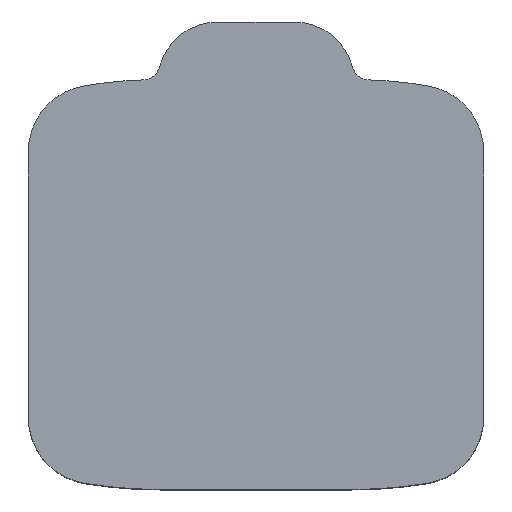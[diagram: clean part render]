
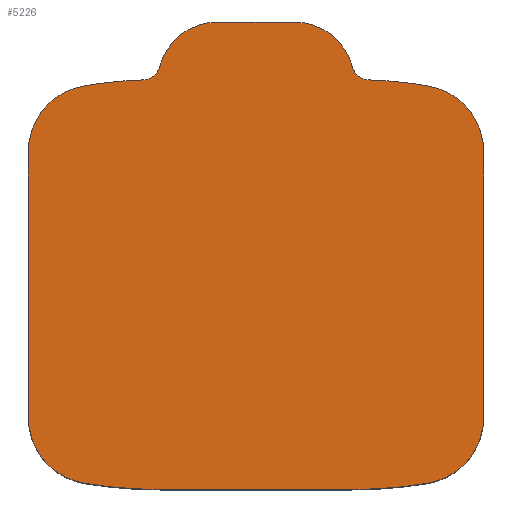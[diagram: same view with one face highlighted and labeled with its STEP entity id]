
A CAD part, top view. The second image highlights one B-rep face of the part: STEP entity #5226.
In plain terms, the highlighted planar face has unit normal (0, 0, 1).
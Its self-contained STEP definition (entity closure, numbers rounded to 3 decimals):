
#412=CARTESIAN_POINT('',(-4.704,9.238,12.));
#413=DIRECTION('',(0.,0.,-1.));
#414=DIRECTION('',(0.969,-0.246,0.));
#415=AXIS2_PLACEMENT_3D('',#412,#413,#414);
#421=CARTESIAN_POINT('',(1.602,8.45,12.));
#422=DIRECTION('',(0.,0.,1.));
#423=DIRECTION('',(0.969,0.246,0.));
#424=AXIS2_PLACEMENT_3D('',#421,#422,#423);
#426=CARTESIAN_POINT('',(4.,-10.756,12.));
#427=DIRECTION('',(0.,0.,-1.));
#428=DIRECTION('',(0.035,0.999,0.));
#429=AXIS2_PLACEMENT_3D('',#426,#427,#428);
#431=CARTESIAN_POINT('',(6.7,5.528,12.));
#432=DIRECTION('',(0.,0.,-1.));
#433=DIRECTION('',(0.164,0.987,0.));
#434=AXIS2_PLACEMENT_3D('',#431,#432,#433);
#436=DIRECTION('',(0.,1.,0.));
#437=VECTOR('',#436,11.055);
#438=CARTESIAN_POINT('',(9.5,-5.528,12.));
#439=LINE('',#438,#437);
#440=CARTESIAN_POINT('',(6.7,-5.528,12.));
#441=DIRECTION('',(0.,0.,-1.));
#442=DIRECTION('',(1.,0.,0.));
#443=AXIS2_PLACEMENT_3D('',#440,#441,#442);
#445=CARTESIAN_POINT('',(4.,10.756,12.));
#446=DIRECTION('',(0.,0.,-1.));
#447=DIRECTION('',(0.164,-0.987,0.));
#448=AXIS2_PLACEMENT_3D('',#445,#446,#447);
#450=DIRECTION('',(-1.,0.,0.));
#451=VECTOR('',#450,8.);
#452=CARTESIAN_POINT('',(4.,-8.55,12.));
#453=LINE('',#452,#451);
#454=CARTESIAN_POINT('',(-4.,10.756,12.));
#455=DIRECTION('',(0.,0.,-1.));
#456=DIRECTION('',(0.,-1.,0.));
#457=AXIS2_PLACEMENT_3D('',#454,#455,#456);
#459=CARTESIAN_POINT('',(-6.7,-5.528,12.));
#460=DIRECTION('',(0.,0.,-1.));
#461=DIRECTION('',(-0.164,-0.987,0.));
#462=AXIS2_PLACEMENT_3D('',#459,#460,#461);
#464=DIRECTION('',(0.,-1.,0.));
#465=VECTOR('',#464,11.055);
#466=CARTESIAN_POINT('',(-9.5,5.528,12.));
#467=LINE('',#466,#465);
#468=CARTESIAN_POINT('',(-6.7,5.528,12.));
#469=DIRECTION('',(0.,0.,-1.));
#470=DIRECTION('',(-1.,0.,0.));
#471=AXIS2_PLACEMENT_3D('',#468,#469,#470);
#473=CARTESIAN_POINT('',(-4.,-10.756,12.));
#474=DIRECTION('',(0.,0.,-1.));
#475=DIRECTION('',(-0.164,0.987,0.));
#476=AXIS2_PLACEMENT_3D('',#473,#474,#475);
#478=CARTESIAN_POINT('',(-1.602,8.45,12.));
#479=DIRECTION('',(0.,0.,1.));
#480=DIRECTION('',(0.,1.,0.));
#481=AXIS2_PLACEMENT_3D('',#478,#479,#480);
#483=DIRECTION('',(1.,0.,0.));
#484=VECTOR('',#483,3.204);
#485=CARTESIAN_POINT('',(-1.602,10.95,12.));
#486=LINE('',#485,#484);
#491=CARTESIAN_POINT('',(4.704,9.238,12.));
#492=DIRECTION('',(0.,0.,-1.));
#493=DIRECTION('',(-0.035,-0.999,0.));
#494=AXIS2_PLACEMENT_3D('',#491,#492,#493);
#3997=CARTESIAN_POINT('',(4.,-8.55,12.));
#3998=CARTESIAN_POINT('',(-4.,-8.55,12.));
#3999=VERTEX_POINT('',#3997);
#4000=VERTEX_POINT('',#3998);
#4017=CARTESIAN_POINT('',(-7.158,-8.29,12.));
#4018=CARTESIAN_POINT('',(-9.5,-5.528,12.));
#4019=VERTEX_POINT('',#4017);
#4020=VERTEX_POINT('',#4018);
#4021=CARTESIAN_POINT('',(-9.5,5.528,12.));
#4022=CARTESIAN_POINT('',(-7.158,8.29,12.));
#4023=VERTEX_POINT('',#4021);
#4024=VERTEX_POINT('',#4022);
#4025=CARTESIAN_POINT('',(9.5,-5.528,12.));
#4026=CARTESIAN_POINT('',(7.158,-8.29,12.));
#4027=VERTEX_POINT('',#4025);
#4028=VERTEX_POINT('',#4026);
#4029=CARTESIAN_POINT('',(7.158,8.29,12.));
#4030=CARTESIAN_POINT('',(9.5,5.528,12.));
#4031=VERTEX_POINT('',#4029);
#4032=VERTEX_POINT('',#4030);
#4081=CARTESIAN_POINT('',(-1.602,10.95,12.));
#4082=CARTESIAN_POINT('',(1.602,10.95,12.));
#4083=VERTEX_POINT('',#4081);
#4084=VERTEX_POINT('',#4082);
#4093=CARTESIAN_POINT('',(-4.679,8.538,12.));
#4094=VERTEX_POINT('',#4093);
#4095=CARTESIAN_POINT('',(4.679,8.538,12.));
#4096=VERTEX_POINT('',#4095);
#4097=CARTESIAN_POINT('',(-4.025,9.065,12.));
#4098=VERTEX_POINT('',#4097);
#4155=CARTESIAN_POINT('',(4.025,9.065,12.));
#4156=VERTEX_POINT('',#4155);
#5200=CARTESIAN_POINT('',(0.,0.,12.));
#5201=DIRECTION('',(0.,0.,1.));
#5202=DIRECTION('',(1.,0.,0.));
#5203=AXIS2_PLACEMENT_3D('',#5200,#5201,#5202);
#5204=PLANE('',#5203);
#5206=ORIENTED_EDGE('',*,*,#5205,.F.);
#5208=ORIENTED_EDGE('',*,*,#5207,.F.);
#5209=ORIENTED_EDGE('',*,*,#4934,.T.);
#5210=ORIENTED_EDGE('',*,*,#4956,.T.);
#5211=ORIENTED_EDGE('',*,*,#4976,.F.);
#5212=ORIENTED_EDGE('',*,*,#4998,.T.);
#5213=ORIENTED_EDGE('',*,*,#5020,.T.);
#5214=ORIENTED_EDGE('',*,*,#5040,.T.);
#5215=ORIENTED_EDGE('',*,*,#5060,.T.);
#5216=ORIENTED_EDGE('',*,*,#5082,.T.);
#5217=ORIENTED_EDGE('',*,*,#5104,.F.);
#5218=ORIENTED_EDGE('',*,*,#5124,.T.);
#5219=ORIENTED_EDGE('',*,*,#5145,.T.);
#5220=ORIENTED_EDGE('',*,*,#5167,.F.);
#5221=ORIENTED_EDGE('',*,*,#5184,.F.);
#5223=ORIENTED_EDGE('',*,*,#5222,.T.);
#5224=EDGE_LOOP('',(#5206,#5208,#5209,#5210,#5211,#5212,#5213,#5214,#5215,#5216,
#5217,#5218,#5219,#5220,#5221,#5223));
#5225=FACE_OUTER_BOUND('',#5224,.F.);
#416=CIRCLE('',#415,0.7);
#425=CIRCLE('',#424,2.5);
#430=CIRCLE('',#429,19.306);
#435=CIRCLE('',#434,2.8);
#444=CIRCLE('',#443,2.8);
#449=CIRCLE('',#448,19.306);
#458=CIRCLE('',#457,19.306);
#463=CIRCLE('',#462,2.8);
#472=CIRCLE('',#471,2.8);
#477=CIRCLE('',#476,19.306);
#482=CIRCLE('',#481,2.5);
#495=CIRCLE('',#494,0.7);
#4934=EDGE_CURVE('',#4096,#4031,#430,.T.);
#4956=EDGE_CURVE('',#4031,#4032,#435,.T.);
#4976=EDGE_CURVE('',#4027,#4032,#439,.T.);
#4998=EDGE_CURVE('',#4027,#4028,#444,.T.);
#5020=EDGE_CURVE('',#4028,#3999,#449,.T.);
#5040=EDGE_CURVE('',#3999,#4000,#453,.T.);
#5060=EDGE_CURVE('',#4000,#4019,#458,.T.);
#5082=EDGE_CURVE('',#4019,#4020,#463,.T.);
#5104=EDGE_CURVE('',#4023,#4020,#467,.T.);
#5124=EDGE_CURVE('',#4023,#4024,#472,.T.);
#5145=EDGE_CURVE('',#4024,#4094,#477,.T.);
#5167=EDGE_CURVE('',#4098,#4094,#416,.T.);
#5184=EDGE_CURVE('',#4083,#4098,#482,.T.);
#5205=EDGE_CURVE('',#4156,#4084,#425,.T.);
#5207=EDGE_CURVE('',#4096,#4156,#495,.T.);
#5222=EDGE_CURVE('',#4083,#4084,#486,.T.);
#5226=ADVANCED_FACE('',(#5225),#5204,.T.);
